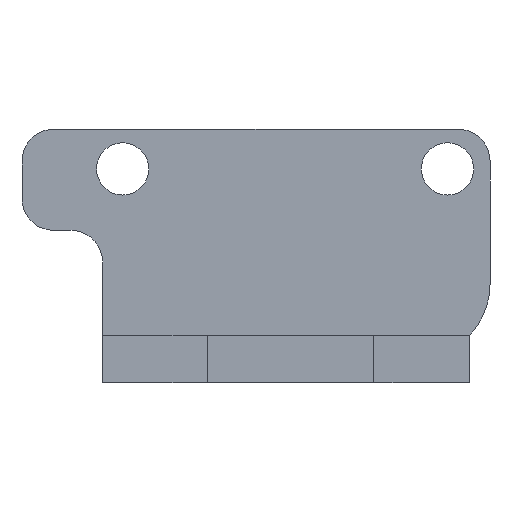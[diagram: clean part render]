
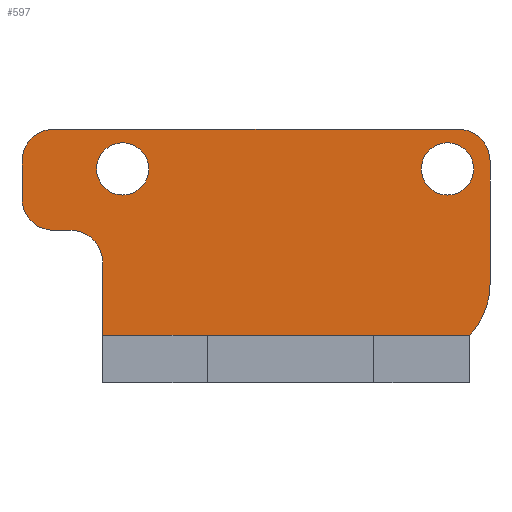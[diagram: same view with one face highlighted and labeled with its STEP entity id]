
A CAD part, front view. The second image highlights one B-rep face of the part: STEP entity #597.
In plain terms, the highlighted planar face has unit normal (0, -1, 0).
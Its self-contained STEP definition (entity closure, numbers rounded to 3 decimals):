
#21=FACE_BOUND('',#79,.T.);
#22=FACE_BOUND('',#80,.T.);
#28=PLANE('',#644);
#47=FACE_OUTER_BOUND('',#78,.T.);
#78=EDGE_LOOP('',(#411,#412,#413,#414,#415,#416,#417,#418,#419,#420,#421));
#79=EDGE_LOOP('',(#422));
#80=EDGE_LOOP('',(#423));
#117=LINE('',#885,#176);
#118=LINE('',#889,#177);
#119=LINE('',#893,#178);
#120=LINE('',#897,#179);
#121=LINE('',#901,#180);
#122=LINE('',#902,#181);
#176=VECTOR('',#710,10.);
#177=VECTOR('',#713,10.);
#178=VECTOR('',#716,10.);
#179=VECTOR('',#719,10.);
#180=VECTOR('',#722,10.);
#181=VECTOR('',#723,10.);
#234=CIRCLE('',#643,4.67);
#235=CIRCLE('',#645,2.);
#236=CIRCLE('',#646,2.);
#237=CIRCLE('',#647,2.);
#238=CIRCLE('',#648,2.);
#239=CIRCLE('',#649,1.65);
#240=CIRCLE('',#650,1.65);
#261=VERTEX_POINT('',#878);
#262=VERTEX_POINT('',#880);
#263=VERTEX_POINT('',#884);
#264=VERTEX_POINT('',#886);
#265=VERTEX_POINT('',#888);
#266=VERTEX_POINT('',#890);
#267=VERTEX_POINT('',#892);
#268=VERTEX_POINT('',#894);
#269=VERTEX_POINT('',#896);
#270=VERTEX_POINT('',#898);
#271=VERTEX_POINT('',#900);
#272=VERTEX_POINT('',#903);
#273=VERTEX_POINT('',#905);
#320=EDGE_CURVE('',#261,#262,#234,.T.);
#322=EDGE_CURVE('',#263,#261,#117,.T.);
#323=EDGE_CURVE('',#264,#263,#235,.T.);
#324=EDGE_CURVE('',#264,#265,#118,.T.);
#325=EDGE_CURVE('',#265,#266,#236,.T.);
#326=EDGE_CURVE('',#266,#267,#119,.T.);
#327=EDGE_CURVE('',#267,#268,#237,.T.);
#328=EDGE_CURVE('',#268,#269,#120,.T.);
#329=EDGE_CURVE('',#269,#270,#238,.T.);
#330=EDGE_CURVE('',#270,#271,#121,.T.);
#331=EDGE_CURVE('',#262,#271,#122,.T.);
#332=EDGE_CURVE('',#272,#272,#239,.T.);
#333=EDGE_CURVE('',#273,#273,#240,.T.);
#411=ORIENTED_EDGE('',*,*,#320,.F.);
#412=ORIENTED_EDGE('',*,*,#322,.F.);
#413=ORIENTED_EDGE('',*,*,#323,.F.);
#414=ORIENTED_EDGE('',*,*,#324,.T.);
#415=ORIENTED_EDGE('',*,*,#325,.T.);
#416=ORIENTED_EDGE('',*,*,#326,.T.);
#417=ORIENTED_EDGE('',*,*,#327,.T.);
#418=ORIENTED_EDGE('',*,*,#328,.T.);
#419=ORIENTED_EDGE('',*,*,#329,.T.);
#420=ORIENTED_EDGE('',*,*,#330,.T.);
#421=ORIENTED_EDGE('',*,*,#331,.F.);
#422=ORIENTED_EDGE('',*,*,#332,.T.);
#423=ORIENTED_EDGE('',*,*,#333,.T.);
#597=ADVANCED_FACE('',(#47,#21,#22),#28,.F.);
#643=AXIS2_PLACEMENT_3D('',#881,#705,#706);
#644=AXIS2_PLACEMENT_3D('',#883,#708,#709);
#645=AXIS2_PLACEMENT_3D('',#887,#711,#712);
#646=AXIS2_PLACEMENT_3D('',#891,#714,#715);
#647=AXIS2_PLACEMENT_3D('',#895,#717,#718);
#648=AXIS2_PLACEMENT_3D('',#899,#720,#721);
#649=AXIS2_PLACEMENT_3D('',#904,#724,#725);
#650=AXIS2_PLACEMENT_3D('',#906,#726,#727);
#705=DIRECTION('center_axis',(0.,1.,0.));
#706=DIRECTION('ref_axis',(0.726,0.,-0.688));
#708=DIRECTION('center_axis',(0.,1.,0.));
#709=DIRECTION('ref_axis',(1.,0.,0.));
#710=DIRECTION('',(0.,0.,-1.));
#711=DIRECTION('center_axis',(0.,1.,0.));
#712=DIRECTION('ref_axis',(0.707,0.,0.707));
#713=DIRECTION('',(-1.,0.,0.));
#714=DIRECTION('center_axis',(0.,-1.,0.));
#715=DIRECTION('ref_axis',(-1.,0.,0.));
#716=DIRECTION('',(0.,0.,-1.));
#717=DIRECTION('center_axis',(0.,-1.,0.));
#718=DIRECTION('ref_axis',(0.,0.,-1.));
#719=DIRECTION('',(1.,0.,0.));
#720=DIRECTION('center_axis',(0.,1.,0.));
#721=DIRECTION('ref_axis',(0.,0.,1.));
#722=DIRECTION('',(0.,0.,-1.));
#723=DIRECTION('',(-1.,0.,0.));
#724=DIRECTION('center_axis',(0.,1.,0.));
#725=DIRECTION('ref_axis',(1.,0.,0.));
#726=DIRECTION('center_axis',(0.,1.,0.));
#727=DIRECTION('ref_axis',(1.,0.,0.));
#878=CARTESIAN_POINT('',(24.45,-2.8,8.212));
#880=CARTESIAN_POINT('',(23.17,-2.8,5.));
#881=CARTESIAN_POINT('Origin',(19.78,-2.8,8.212));
#883=CARTESIAN_POINT('Origin',(10.956,-2.8,9.));
#884=CARTESIAN_POINT('',(24.45,-2.8,16.));
#885=CARTESIAN_POINT('',(24.45,-2.8,9.));
#886=CARTESIAN_POINT('',(22.45,-2.8,18.));
#887=CARTESIAN_POINT('Origin',(22.45,-2.8,16.));
#888=CARTESIAN_POINT('',(-3.088,-2.8,18.));
#889=CARTESIAN_POINT('',(-0.1,-2.8,18.));
#890=CARTESIAN_POINT('',(-5.088,-2.8,16.));
#891=CARTESIAN_POINT('Origin',(-3.088,-2.8,16.));
#892=CARTESIAN_POINT('',(-5.088,-2.8,13.621));
#893=CARTESIAN_POINT('',(-5.088,-2.8,16.));
#894=CARTESIAN_POINT('',(-3.088,-2.8,11.621));
#895=CARTESIAN_POINT('Origin',(-3.088,-2.8,13.621));
#896=CARTESIAN_POINT('',(-2.,-2.8,11.621));
#897=CARTESIAN_POINT('',(-3.088,-2.8,11.621));
#898=CARTESIAN_POINT('',(0.,-2.8,9.621));
#899=CARTESIAN_POINT('Origin',(-2.,-2.8,9.621));
#900=CARTESIAN_POINT('',(0.,-2.8,5.));
#901=CARTESIAN_POINT('',(0.,-2.8,14.5));
#902=CARTESIAN_POINT('',(18.978,-2.8,5.));
#903=CARTESIAN_POINT('',(-0.385,-2.8,15.495));
#904=CARTESIAN_POINT('Origin',(1.265,-2.8,15.495));
#905=CARTESIAN_POINT('',(20.115,-2.8,15.495));
#906=CARTESIAN_POINT('Origin',(21.765,-2.8,15.495));
